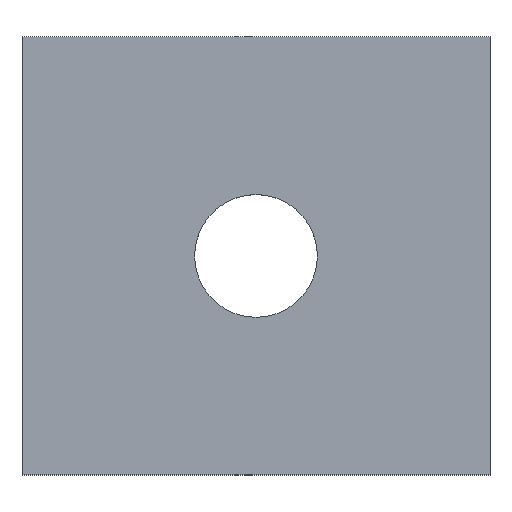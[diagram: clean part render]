
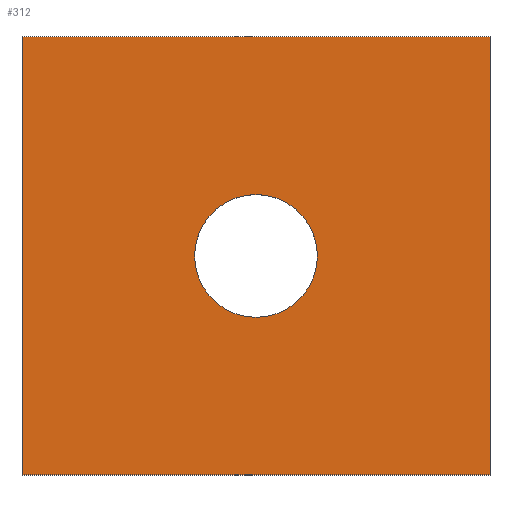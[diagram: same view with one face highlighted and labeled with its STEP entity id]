
A CAD part, top view. The second image highlights one B-rep face of the part: STEP entity #312.
In plain terms, the highlighted planar face has unit normal (0, 0, 1).
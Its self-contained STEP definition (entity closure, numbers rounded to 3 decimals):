
#9 = DIRECTION ( 'NONE',  ( 1., 0., 0. ) ) ;
#23 = VECTOR ( 'NONE', #9, 1000. ) ;
#40 = CARTESIAN_POINT ( 'NONE',  ( -31.75, 29.718, 7.874 ) ) ;
#41 = VECTOR ( 'NONE', #521, 1000. ) ;
#43 = CARTESIAN_POINT ( 'NONE',  ( -31.75, 29.718, 7.874 ) ) ;
#64 = FACE_OUTER_BOUND ( 'NONE', #322, .T. ) ;
#71 = EDGE_CURVE ( 'NONE', #298, #171, #88, .T. ) ;
#74 = EDGE_CURVE ( 'NONE', #562, #564, #471, .T. ) ;
#79 = CARTESIAN_POINT ( 'NONE',  ( 0., 0., 7.874 ) ) ;
#88 = LINE ( 'NONE', #441, #23 ) ;
#111 = VECTOR ( 'NONE', #412, 1000. ) ;
#129 = DIRECTION ( 'NONE',  ( 0., 0., -1. ) ) ;
#145 = VERTEX_POINT ( 'NONE', #407 ) ;
#151 = EDGE_CURVE ( 'NONE', #564, #562, #261, .T. ) ;
#159 = AXIS2_PLACEMENT_3D ( 'NONE', #79, #368, #196 ) ;
#161 = LINE ( 'NONE', #318, #483 ) ;
#168 = ORIENTED_EDGE ( 'NONE', *, *, #198, .T. ) ;
#171 = VERTEX_POINT ( 'NONE', #277 ) ;
#173 = ORIENTED_EDGE ( 'NONE', *, *, #151, .F. ) ;
#188 = LINE ( 'NONE', #569, #41 ) ;
#195 = FACE_BOUND ( 'NONE', #549, .T. ) ;
#196 = DIRECTION ( 'NONE',  ( 0., 1., 0. ) ) ;
#198 = EDGE_CURVE ( 'NONE', #145, #171, #554, .T. ) ;
#204 = DIRECTION ( 'NONE',  ( 0., -1., 0. ) ) ;
#210 = ORIENTED_EDGE ( 'NONE', *, *, #292, .F. ) ;
#213 = CARTESIAN_POINT ( 'NONE',  ( 0., 8.331, 7.874 ) ) ;
#227 = VERTEX_POINT ( 'NONE', #362 ) ;
#235 = AXIS2_PLACEMENT_3D ( 'NONE', #43, #129, #204 ) ;
#261 = CIRCLE ( 'NONE', #159, 8.331 ) ;
#277 = CARTESIAN_POINT ( 'NONE',  ( 31.75, 29.718, 7.874 ) ) ;
#289 = PLANE ( 'NONE',  #235 ) ;
#292 = EDGE_CURVE ( 'NONE', #227, #298, #161, .T. ) ;
#298 = VERTEX_POINT ( 'NONE', #40 ) ;
#308 = EDGE_CURVE ( 'NONE', #227, #145, #188, .T. ) ;
#312 = ADVANCED_FACE ( 'NONE', ( #195, #64 ), #289, .F. ) ;
#318 = CARTESIAN_POINT ( 'NONE',  ( -31.75, 29.718, 7.874 ) ) ;
#322 = EDGE_LOOP ( 'NONE', ( #168, #528, #210, #445 ) ) ;
#362 = CARTESIAN_POINT ( 'NONE',  ( -31.75, -29.718, 7.874 ) ) ;
#368 = DIRECTION ( 'NONE',  ( 0., 0., 1. ) ) ;
#407 = CARTESIAN_POINT ( 'NONE',  ( 31.75, -29.718, 7.874 ) ) ;
#412 = DIRECTION ( 'NONE',  ( 0., 1., 0. ) ) ;
#441 = CARTESIAN_POINT ( 'NONE',  ( -31.75, 29.718, 7.874 ) ) ;
#445 = ORIENTED_EDGE ( 'NONE', *, *, #308, .T. ) ;
#449 = DIRECTION ( 'NONE',  ( 0., 0., 1. ) ) ;
#453 = CARTESIAN_POINT ( 'NONE',  ( 0., 0., 7.874 ) ) ;
#471 = CIRCLE ( 'NONE', #505, 8.331 ) ;
#483 = VECTOR ( 'NONE', #517, 1000. ) ;
#505 = AXIS2_PLACEMENT_3D ( 'NONE', #453, #449, #556 ) ;
#510 = CARTESIAN_POINT ( 'NONE',  ( 31.75, 29.718, 7.874 ) ) ;
#517 = DIRECTION ( 'NONE',  ( 0., 1., 0. ) ) ;
#521 = DIRECTION ( 'NONE',  ( 1., 0., 0. ) ) ;
#528 = ORIENTED_EDGE ( 'NONE', *, *, #71, .F. ) ;
#531 = ORIENTED_EDGE ( 'NONE', *, *, #74, .F. ) ;
#544 = CARTESIAN_POINT ( 'NONE',  ( 0., -8.331, 7.874 ) ) ;
#549 = EDGE_LOOP ( 'NONE', ( #173, #531 ) ) ;
#554 = LINE ( 'NONE', #510, #111 ) ;
#556 = DIRECTION ( 'NONE',  ( 0., 1., 0. ) ) ;
#562 = VERTEX_POINT ( 'NONE', #544 ) ;
#564 = VERTEX_POINT ( 'NONE', #213 ) ;
#569 = CARTESIAN_POINT ( 'NONE',  ( -31.75, -29.718, 7.874 ) ) ;
